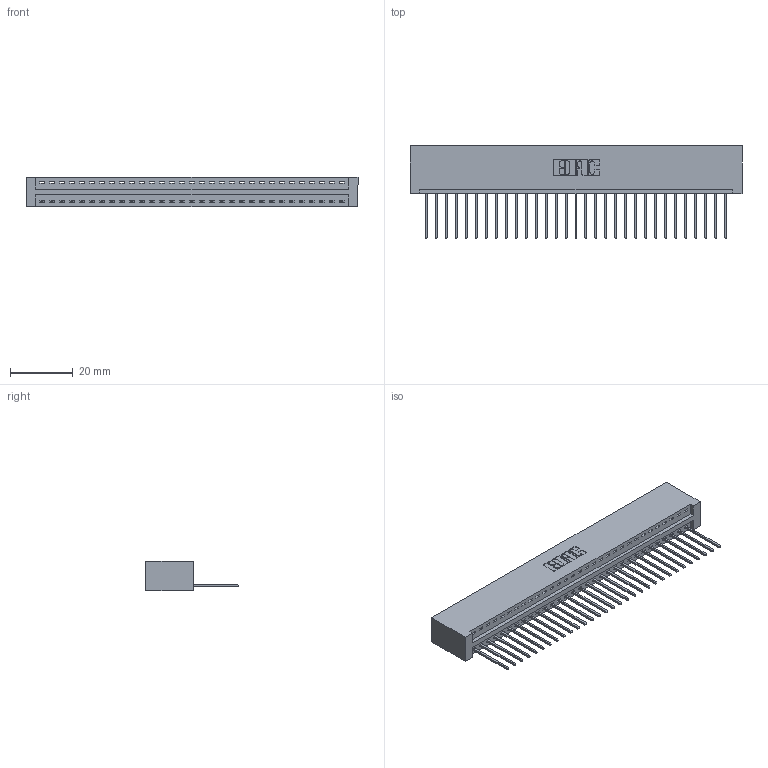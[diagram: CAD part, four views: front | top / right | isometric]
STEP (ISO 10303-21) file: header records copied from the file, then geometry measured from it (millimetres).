
FILE_DESCRIPTION (( 'STEP AP203' ), '1' );
FILE_NAME ('396-031-540-101.STEP', '2018-09-05T09:00:33', ( '' ), ( '' ), 'SwSTEP 2.0', 'SolidWorks 2016', '' );
FILE_SCHEMA (( 'CONFIG_CONTROL_DESIGN' ));
Length unit declared in the file: inch
Products named in the file (3): 346 Part_No Mounting Lugs; 345-292-001_345-293-140; 396-031-540-101
Assembly tree (32 placements, depth 2):
  396-031-540-101
    346 Part_No Mounting Lugs
    345-292-001_345-293-140  x31
Bounding box: 105.66 x 29.46 x 9.4 mm (x, y, z)
Volume: 10630 mm3; surface area: 13549 mm2
Topology: 32 solids, 32 shells, 1912 faces, 5761 edges, 3798 vertices
Faces by surface type: plane 1312, cylinder 600
Entity records: 20461 total; most frequent: CARTESIAN_POINT 3517, ORIENTED_EDGE 3482, DIRECTION 3111, EDGE_CURVE 1741, VECTOR 1493, LINE 1493, VERTEX_POINT 1158, AXIS2_PLACEMENT_3D 809
